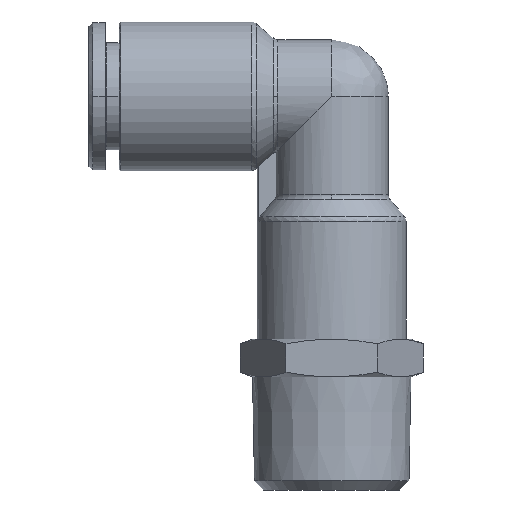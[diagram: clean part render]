
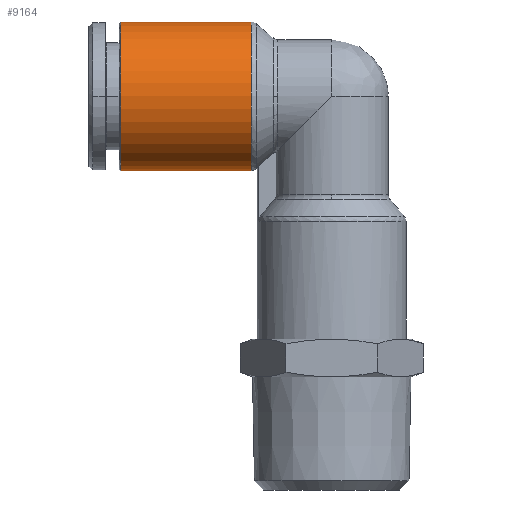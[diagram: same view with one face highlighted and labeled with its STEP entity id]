
A CAD part, left-side view. The second image highlights one B-rep face of the part: STEP entity #9164.
In plain terms, the highlighted cylindrical face has radius 9.85 mm (diameter 19.7 mm), a partial arc.
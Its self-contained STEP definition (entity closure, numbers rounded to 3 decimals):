
#379 = DIRECTION ( 'NONE',  ( -1., 0., 0. ) ) ;
#494 = AXIS2_PLACEMENT_3D ( 'NONE', #7646, #14548, #8856 ) ;
#1771 = CARTESIAN_POINT ( 'NONE',  ( -2.264, 0., 9.85 ) ) ;
#1878 = DIRECTION ( 'NONE',  ( 1., 0., 0. ) ) ;
#1924 = CIRCLE ( 'NONE', #3262, 9.85 ) ;
#2050 = CARTESIAN_POINT ( 'NONE',  ( 15.072, 0., -9.85 ) ) ;
#2495 = ORIENTED_EDGE ( 'NONE', *, *, #6818, .T. ) ;
#3090 = VECTOR ( 'NONE', #1878, 1000. ) ;
#3262 = AXIS2_PLACEMENT_3D ( 'NONE', #8357, #379, #7232 ) ;
#3330 = EDGE_CURVE ( 'NONE', #4569, #6555, #1924, .T. ) ;
#3444 = LINE ( 'NONE', #7653, #3090 ) ;
#4569 = VERTEX_POINT ( 'NONE', #14686 ) ;
#4763 = EDGE_CURVE ( 'NONE', #14252, #13564, #9747, .T. ) ;
#5484 = ORIENTED_EDGE ( 'NONE', *, *, #11425, .F. ) ;
#5494 = AXIS2_PLACEMENT_3D ( 'NONE', #7881, #11601, #8181 ) ;
#5690 = FACE_OUTER_BOUND ( 'NONE', #11084, .T. ) ;
#6236 = CARTESIAN_POINT ( 'NONE',  ( 5.372, 0., 9.85 ) ) ;
#6242 = DIRECTION ( 'NONE',  ( 0., 0., -1. ) ) ;
#6555 = VERTEX_POINT ( 'NONE', #10211 ) ;
#6818 = EDGE_CURVE ( 'NONE', #6555, #7936, #8037, .T. ) ;
#7232 = DIRECTION ( 'NONE',  ( 0., 0., -1. ) ) ;
#7646 = CARTESIAN_POINT ( 'NONE',  ( 5.372, 0., 0. ) ) ;
#7653 = CARTESIAN_POINT ( 'NONE',  ( 5.372, 0., -9.85 ) ) ;
#7881 = CARTESIAN_POINT ( 'NONE',  ( -2.264, 0., 0. ) ) ;
#7936 = VERTEX_POINT ( 'NONE', #2050 ) ;
#8037 = CIRCLE ( 'NONE', #9787, 9.85 ) ;
#8181 = DIRECTION ( 'NONE',  ( 0., 0., -1. ) ) ;
#8357 = CARTESIAN_POINT ( 'NONE',  ( 15.072, 0., 0. ) ) ;
#8585 = CARTESIAN_POINT ( 'NONE',  ( 15.072, 0., 0. ) ) ;
#8737 = DIRECTION ( 'NONE',  ( -1., 0., 0. ) ) ;
#8856 = DIRECTION ( 'NONE',  ( 0., 0., -1. ) ) ;
#8951 = CYLINDRICAL_SURFACE ( 'NONE', #494, 9.85 ) ;
#8985 = ORIENTED_EDGE ( 'NONE', *, *, #3330, .T. ) ;
#9164 = ADVANCED_FACE ( 'NONE', ( #5690 ), #8951, .T. ) ;
#9747 = CIRCLE ( 'NONE', #5494, 9.85 ) ;
#9763 = ORIENTED_EDGE ( 'NONE', *, *, #4763, .T. ) ;
#9787 = AXIS2_PLACEMENT_3D ( 'NONE', #8585, #8737, #6242 ) ;
#10066 = CARTESIAN_POINT ( 'NONE',  ( -2.264, 0., -9.85 ) ) ;
#10211 = CARTESIAN_POINT ( 'NONE',  ( 15.072, 9.85, 0. ) ) ;
#11084 = EDGE_LOOP ( 'NONE', ( #9763, #13568, #8985, #2495, #5484 ) ) ;
#11425 = EDGE_CURVE ( 'NONE', #14252, #7936, #3444, .T. ) ;
#11601 = DIRECTION ( 'NONE',  ( 1., 0., 0. ) ) ;
#12155 = VECTOR ( 'NONE', #13068, 1000. ) ;
#13068 = DIRECTION ( 'NONE',  ( 1., 0., 0. ) ) ;
#13564 = VERTEX_POINT ( 'NONE', #1771 ) ;
#13568 = ORIENTED_EDGE ( 'NONE', *, *, #14572, .T. ) ;
#14252 = VERTEX_POINT ( 'NONE', #10066 ) ;
#14304 = LINE ( 'NONE', #6236, #12155 ) ;
#14548 = DIRECTION ( 'NONE',  ( 1., 0., 0. ) ) ;
#14572 = EDGE_CURVE ( 'NONE', #13564, #4569, #14304, .T. ) ;
#14686 = CARTESIAN_POINT ( 'NONE',  ( 15.072, 0., 9.85 ) ) ;
